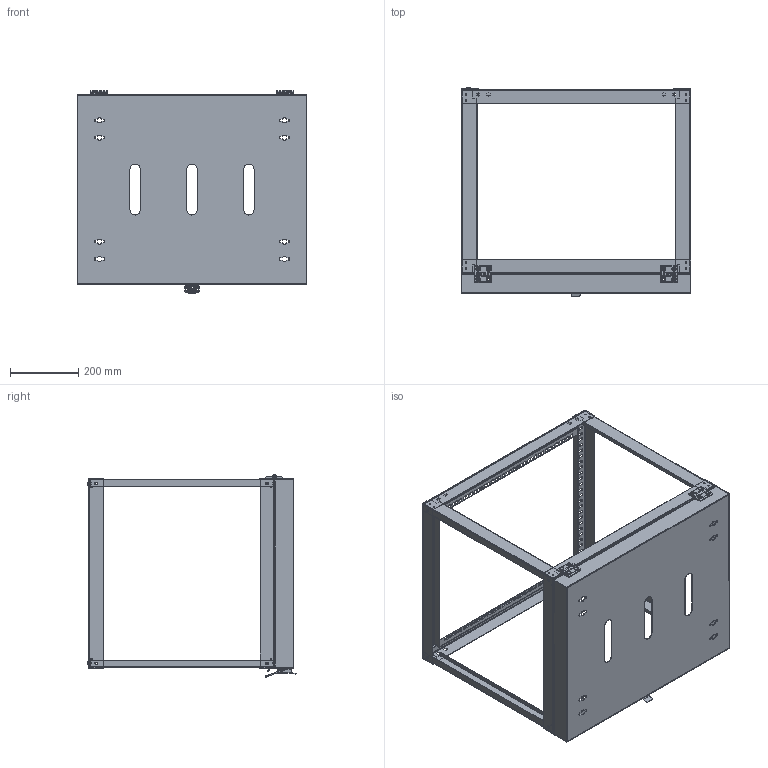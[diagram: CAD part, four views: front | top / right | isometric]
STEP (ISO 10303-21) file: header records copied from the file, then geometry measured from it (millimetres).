
FILE_DESCRIPTION (( 'STEP AP214' ), '1' );
FILE_NAME ('SMC-SWD5612D_3D.step', '2024-03-27T23:03:33', ( '' ), ( '' ), 'SwSTEP 2.0', 'SolidWorks 2022', '' );
FILE_SCHEMA (( 'AUTOMOTIVE_DESIGN' ));
Length unit declared in the file: inch
Products named in the file (3): SMC-SWD5612D_3D; SMC-SWD5612D_BASE; SMC-SWD5612D
Assembly tree (2 placements, depth 2):
  SMC-SWD5612D_3D
    SMC-SWD5612D_BASE
    SMC-SWD5612D
Bounding box: 673.7 x 609.5 x 592.06 mm (x, y, z)
Volume: 1089237.9 mm3; surface area: 2515780.4 mm2
Topology: 3 solids, 9 shells, 2967 faces, 8178 edges, 5141 vertices
Faces by surface type: plane 1747, cylinder 934, bspline 254, cone 32
Entity records: 103683 total; most frequent: CARTESIAN_POINT 27362, ORIENTED_EDGE 16242, DIRECTION 15257, EDGE_CURVE 8126, LINE 5669, VECTOR 5669, VERTEX_POINT 5141, AXIS2_PLACEMENT_3D 4794
